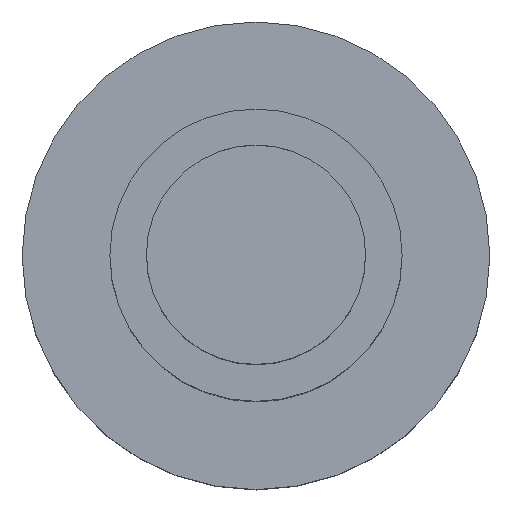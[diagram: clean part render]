
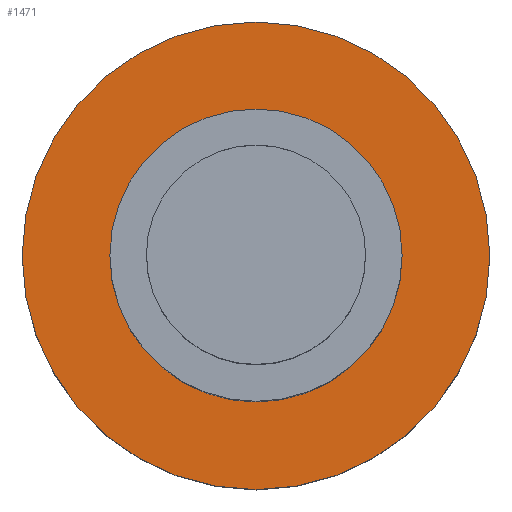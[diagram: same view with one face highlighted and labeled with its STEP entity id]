
A CAD part, top view. The second image highlights one B-rep face of the part: STEP entity #1471.
In plain terms, the highlighted planar face has unit normal (0, 0, 1).
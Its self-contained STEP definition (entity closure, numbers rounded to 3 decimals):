
#1354=CARTESIAN_POINT('',(-20.,0.,25.));
#1355=VERTEX_POINT('',#1354);
#1362=CARTESIAN_POINT('',(20.,0.,25.));
#1363=VERTEX_POINT('',#1362);
#1364=CARTESIAN_POINT('',(0.,0.,25.));
#1365=DIRECTION('',(-1.,0.,0.));
#1366=DIRECTION('',(0.,0.,1.));
#1367=AXIS2_PLACEMENT_3D('',#1364,#1366,#1365);
#1368=CIRCLE('',#1367,20.);
#1369=EDGE_CURVE('',#1355,#1363,#1368,.T.);
#1371=CARTESIAN_POINT('',(0.,0.,25.));
#1372=DIRECTION('',(1.,0.,0.));
#1373=DIRECTION('',(0.,0.,1.));
#1374=AXIS2_PLACEMENT_3D('',#1371,#1373,#1372);
#1375=CIRCLE('',#1374,20.);
#1376=EDGE_CURVE('',#1363,#1355,#1375,.T.);
#1398=CARTESIAN_POINT('',(32.,0.,25.));
#1399=VERTEX_POINT('',#1398);
#1400=CARTESIAN_POINT('',(-32.,0.,25.));
#1401=VERTEX_POINT('',#1400);
#1402=CARTESIAN_POINT('',(0.,0.,25.));
#1403=DIRECTION('',(1.,0.,0.));
#1404=DIRECTION('',(0.,0.,-1.));
#1405=AXIS2_PLACEMENT_3D('',#1402,#1404,#1403);
#1406=CIRCLE('',#1405,32.);
#1407=EDGE_CURVE('',#1399,#1401,#1406,.T.);
#1434=CARTESIAN_POINT('',(0.,0.,25.));
#1435=DIRECTION('',(-1.,0.,0.));
#1436=DIRECTION('',(0.,0.,-1.));
#1437=AXIS2_PLACEMENT_3D('',#1434,#1436,#1435);
#1438=CIRCLE('',#1437,32.);
#1439=EDGE_CURVE('',#1401,#1399,#1438,.T.);
#1458=CARTESIAN_POINT('',(0.,0.,25.));
#1459=DIRECTION('',(1.,0.,0.));
#1460=DIRECTION('',(0.,0.,1.));
#1461=AXIS2_PLACEMENT_3D('',#1458,#1460,#1459);
#1462=PLANE('',#1461);
#1463=ORIENTED_EDGE('',*,*,#1439,.F.);
#1464=ORIENTED_EDGE('',*,*,#1407,.F.);
#1465=EDGE_LOOP('',(#1463,#1464));
#1466=FACE_OUTER_BOUND('',#1465,.T.);
#1467=ORIENTED_EDGE('',*,*,#1369,.F.);
#1468=ORIENTED_EDGE('',*,*,#1376,.F.);
#1469=EDGE_LOOP('',(#1467,#1468));
#1470=FACE_BOUND('',#1469,.T.);
#1471=ADVANCED_FACE('F44',(#1466,#1470),#1462,.T.);
